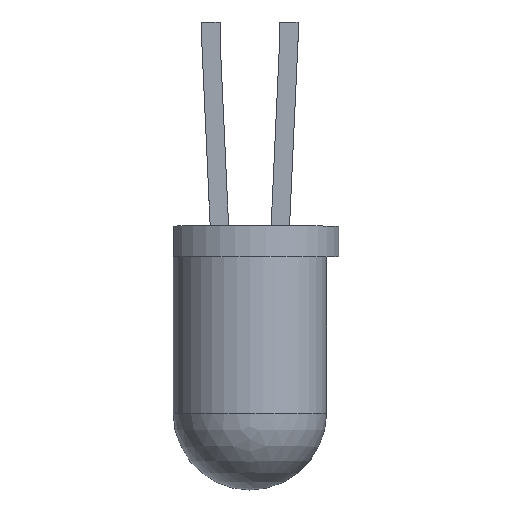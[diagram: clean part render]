
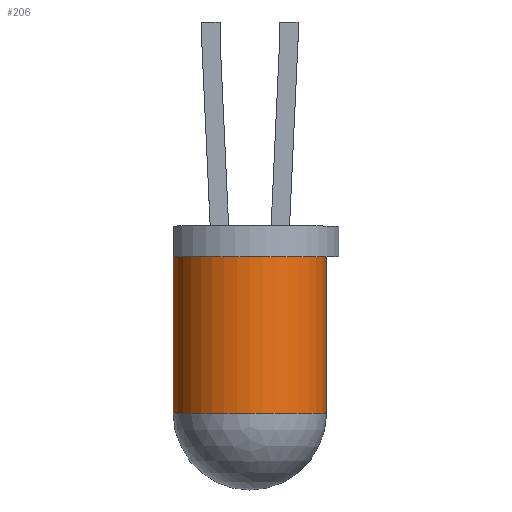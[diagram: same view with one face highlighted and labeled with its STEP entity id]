
A CAD part, top view. The second image highlights one B-rep face of the part: STEP entity #206.
In plain terms, the highlighted cylindrical face has radius 2.5 mm (diameter 5 mm), a full revolution.
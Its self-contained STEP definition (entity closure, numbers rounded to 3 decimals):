
#27=CARTESIAN_POINT('',(1.27,-6.35,15.));
#28=DIRECTION('',(0.,-1.,0.));
#29=DIRECTION('',(1.,0.,0.));
#42=AXIS2_PLACEMENT_3D('',#43,#28,#29);
#43=CARTESIAN_POINT('',(1.27,-7.35,15.));
#73=CARTESIAN_POINT('',(1.27,-6.35,17.5));
#90=VERTEX_POINT('',#91);
#91=CARTESIAN_POINT('',(-1.23,-7.35,15.));
#116=EDGE_CURVE('',#117,#90,#119,.T.);
#117=VERTEX_POINT('',#118);
#118=CARTESIAN_POINT('',(1.27,-7.35,17.5));
#119=CIRCLE('',#42,2.5);
#121=EDGE_CURVE('',#90,#122,#119,.T.);
#122=VERTEX_POINT('',#123);
#123=CARTESIAN_POINT('',(3.77,-7.35,15.));
#125=EDGE_CURVE('',#122,#117,#119,.T.);
#204=DIRECTION('',(0.,1.,0.));
#205=DIRECTION('',(0.,0.,1.));
#206=ADVANCED_FACE('',(#207),#226,.T.);
#207=FACE_BOUND('',#208,.F.);
#208=EDGE_LOOP('',(#209,#210,#211,#212,#219,#225));
#209=ORIENTED_EDGE('',*,*,#125,.F.);
#210=ORIENTED_EDGE('',*,*,#121,.F.);
#211=ORIENTED_EDGE('',*,*,#116,.F.);
#212=ORIENTED_EDGE('',*,*,#213,.T.);
#213=EDGE_CURVE('',#117,#214,#216,.T.);
#214=VERTEX_POINT('',#215);
#215=CARTESIAN_POINT('',(1.27,-12.45,17.5));
#216=LINE('',#73,#217);
#217=VECTOR('',#218,1.);
#218=DIRECTION('',(0.,-1.,0.));
#219=ORIENTED_EDGE('',*,*,#220,.F.);
#220=EDGE_CURVE('',#214,#214,#221,.T.);
#221=CIRCLE('',#222,2.5);
#222=AXIS2_PLACEMENT_3D('',#223,#204,#224);
#223=CARTESIAN_POINT('',(1.27,-12.45,15.));
#224=DIRECTION('',(0.,0.,1.));
#225=ORIENTED_EDGE('',*,*,#213,.F.);
#226=CYLINDRICAL_SURFACE('',#227,2.5);
#227=AXIS2_PLACEMENT_3D('',#27,#228,#205);
#228=DIRECTION('',(0.,-1.,0.));
